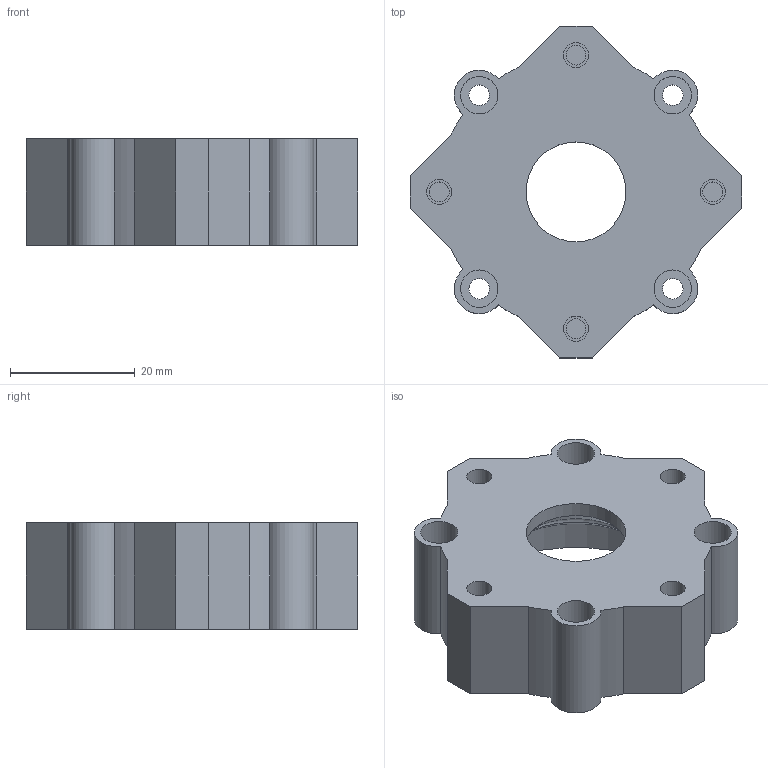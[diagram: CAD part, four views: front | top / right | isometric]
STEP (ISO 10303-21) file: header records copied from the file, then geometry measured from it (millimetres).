
FILE_DESCRIPTION(/* description */ ('STEP AP242','CAx-IF Rec.Pracs.---Representation and Presentation of Product Manufacturing Information (PMI)---4.0---2014-10-13','CAx-IF Rec.Pracs.---3D Tessellated Geometry---0.4---2014-09-14','2;1'),/* implementation_level */ '2;1');
FILE_NAME(/* name */ '68512a2a8479952dcefceba2',/* time_stamp */ '2025-06-17T08:41:15Z',/* author */ (''),/* organization */ (''),/* preprocessor_version */ 'ST-DEVELOPER v20',/* originating_system */ 'ONSHAPE BY PTC INC, 1.199',/* authorisation */ ' ');
FILE_SCHEMA (('AP242_MANAGED_MODEL_BASED_3D_ENGINEERING_MIM_LF { 1 0 10303 442 1 1 4 }'));
Length unit declared in the file: metre
Products named in the file (1): gearbox_v3 v17
Bounding box: 53.16 x 53.16 x 17.1 mm (x, y, z)
Volume: 15511.1 mm3; surface area: 9099.3 mm2
Topology: 1 solids, 1 shells, 60 faces, 139 edges, 94 vertices
Faces by surface type: cylinder 30, plane 27, cone 2, torus 1
Full cylindrical faces by diameter (mm): 3.2 x4, 3.3 x4, 4 x4, 6 x4, 16 x1, 40 x1
Entity records: 1624 total; most frequent: CARTESIAN_POINT 295, DIRECTION 284, ORIENTED_EDGE 222, AXIS2_PLACEMENT_3D 124, EDGE_CURVE 111, EDGE_LOOP 104, FACE_BOUND 104, VERTEX_POINT 87
